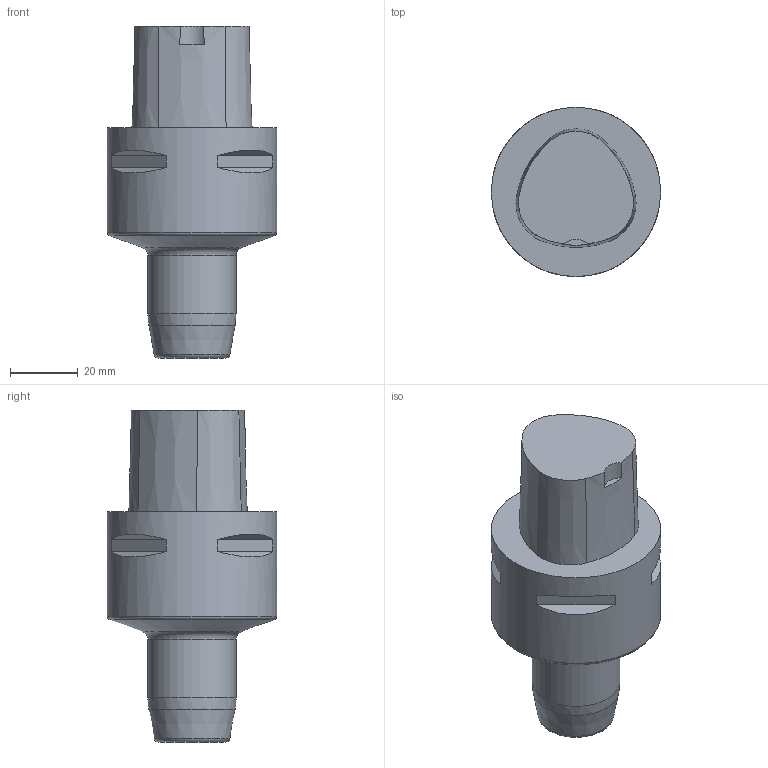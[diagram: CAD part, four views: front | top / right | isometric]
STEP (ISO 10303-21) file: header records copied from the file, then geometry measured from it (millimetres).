
FILE_DESCRIPTION(/* description */ (''),/* implementation_level */ '2;1');
FILE_NAME(/* name */ '4217_1_3d.stp',/* time_stamp */ '2019-08-21T08:36:28+02:00',/* author */ (''),/* organization */ ('SMS'),/* preprocessor_version */ 'ST-DEVELOPER v16.7',/* originating_system */ 'SIEMENS PLM Software NX 12.0',/* authorisation */ '');
FILE_SCHEMA (('AUTOMOTIVE_DESIGN { 1 0 10303 214 3 1 1 1 }'));
Length unit declared in the file: millimetre
Products named in the file (1): 4217_1_3D
Bounding box: 50 x 50 x 98 mm (x, y, z)
Volume: 109916.5 mm3; surface area: 14661.8 mm2
Topology: 1 solids, 1 shells, 31 faces, 67 edges, 43 vertices
Faces by surface type: plane 16, cone 8, cylinder 3, torus 3, bspline 1
Full cylindrical faces by diameter (mm): 26 x1, 50 x1
Entity records: 872 total; most frequent: CARTESIAN_POINT 166, DIRECTION 156, ORIENTED_EDGE 114, AXIS2_PLACEMENT_3D 67, EDGE_CURVE 57, EDGE_LOOP 44, VERTEX_POINT 41, ADVANCED_FACE 31
